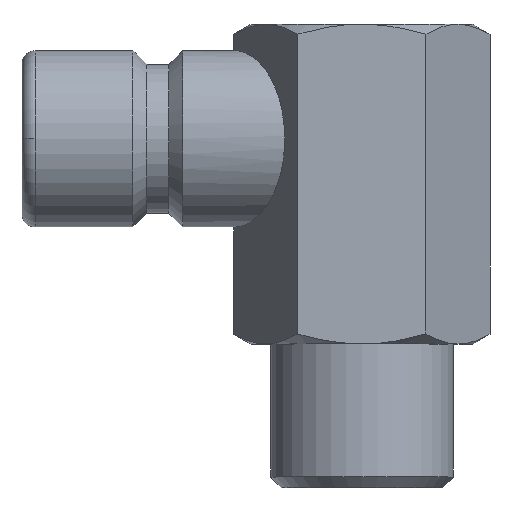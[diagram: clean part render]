
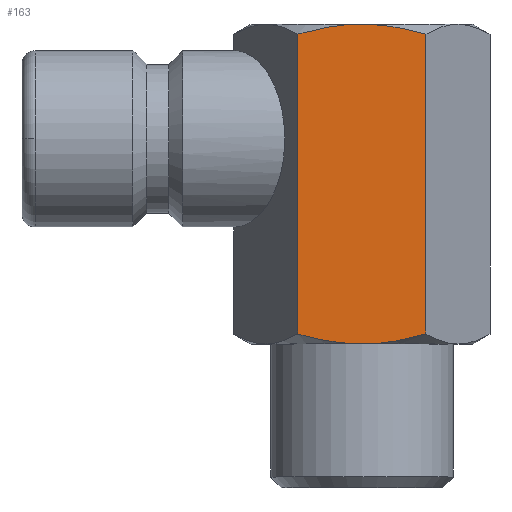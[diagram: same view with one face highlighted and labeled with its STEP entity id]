
A CAD part, top view. The second image highlights one B-rep face of the part: STEP entity #163.
In plain terms, the highlighted planar face has unit normal (0, 0, 1).
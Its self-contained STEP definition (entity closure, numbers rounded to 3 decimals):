
#163=ADVANCED_FACE('',(#323),#324,.T.);
#323=FACE_OUTER_BOUND('',#474,.T.);
#324=PLANE('',#475);
#474=EDGE_LOOP('',(#866,#867,#868,#869,#870,#871));
#475=AXIS2_PLACEMENT_3D('',#872,#873,#874);
#866=ORIENTED_EDGE('',*,*,#886,.F.);
#867=ORIENTED_EDGE('',*,*,#1001,.F.);
#868=ORIENTED_EDGE('',*,*,#990,.T.);
#869=ORIENTED_EDGE('',*,*,#1019,.F.);
#870=ORIENTED_EDGE('',*,*,#1016,.F.);
#871=ORIENTED_EDGE('',*,*,#1022,.F.);
#872=CARTESIAN_POINT('',(0.,10.0,8.5));
#873=DIRECTION('',(0.,0.0,1.0));
#874=DIRECTION('',(1.0,0.0,0.));
#886=EDGE_CURVE('',#1046,#1043,#1048,.T.);
#990=EDGE_CURVE('',#1195,#1199,#1201,.T.);
#1001=EDGE_CURVE('',#1195,#1046,#1213,.T.);
#1016=EDGE_CURVE('',#1228,#1113,#1229,.T.);
#1019=EDGE_CURVE('',#1113,#1199,#1232,.T.);
#1022=EDGE_CURVE('',#1043,#1228,#1235,.T.);
#1043=VERTEX_POINT('',#1309);
#1046=VERTEX_POINT('',#1323);
#1048=(B_SPLINE_CURVE(2,(#1326,#1327,#1328,#1329,#1330),.UNSPECIFIED.,.F.,.F.)B_SPLINE_CURVE_WITH_KNOTS((3,2,3),(0.0,4.984,9.968),.UNSPECIFIED.)RATIONAL_B_SPLINE_CURVE((1.0,1.038,1.0,1.038,1.0))BOUNDED_CURVE()REPRESENTATION_ITEM('')GEOMETRIC_REPRESENTATION_ITEM()CURVE());
#1113=VERTEX_POINT('',#1487);
#1195=VERTEX_POINT('',#1698);
#1199=VERTEX_POINT('',#1735);
#1201=LINE('',#1748,#1749);
#1213=(B_SPLINE_CURVE(2,(#1763,#1764,#1765,#1766,#1767),.UNSPECIFIED.,.F.,.F.)B_SPLINE_CURVE_WITH_KNOTS((3,2,3),(0.0,4.984,9.968),.UNSPECIFIED.)RATIONAL_B_SPLINE_CURVE((1.0,1.038,1.0,1.038,1.0))BOUNDED_CURVE()REPRESENTATION_ITEM('')GEOMETRIC_REPRESENTATION_ITEM()CURVE());
#1228=VERTEX_POINT('',#1801);
#1229=(B_SPLINE_CURVE(2,(#1803,#1804,#1805,#1806,#1807),.UNSPECIFIED.,.F.,.F.)B_SPLINE_CURVE_WITH_KNOTS((3,2,3),(0.0,4.984,9.968),.UNSPECIFIED.)RATIONAL_B_SPLINE_CURVE((1.0,1.038,1.0,1.038,1.0))BOUNDED_CURVE()REPRESENTATION_ITEM('')GEOMETRIC_REPRESENTATION_ITEM()CURVE());
#1232=(B_SPLINE_CURVE(2,(#1828,#1829,#1830,#1831,#1832),.UNSPECIFIED.,.F.,.F.)B_SPLINE_CURVE_WITH_KNOTS((3,2,3),(0.0,4.984,9.968),.UNSPECIFIED.)RATIONAL_B_SPLINE_CURVE((1.0,1.038,1.0,1.038,1.0))BOUNDED_CURVE()REPRESENTATION_ITEM('')GEOMETRIC_REPRESENTATION_ITEM()CURVE());
#1235=LINE('',#1841,#1842);
#1309=CARTESIAN_POINT('',(-4.907,11.759,8.5));
#1323=CARTESIAN_POINT('',(0.,11.0,8.5));
#1326=CARTESIAN_POINT('',(4.913,11.761,8.5));
#1327=CARTESIAN_POINT('',(2.28,11.0,8.5));
#1328=CARTESIAN_POINT('',(0.,11.0,8.5));
#1329=CARTESIAN_POINT('',(-2.28,11.0,8.5));
#1330=CARTESIAN_POINT('',(-4.913,11.761,8.5));
#1487=CARTESIAN_POINT('',(0.,35.5,8.5));
#1698=CARTESIAN_POINT('',(4.907,11.759,8.5));
#1735=CARTESIAN_POINT('',(4.907,34.741,8.5));
#1748=CARTESIAN_POINT('',(4.907,10.0,8.5));
#1749=VECTOR('',#1992,1.0);
#1763=CARTESIAN_POINT('',(4.913,11.761,8.5));
#1764=CARTESIAN_POINT('',(2.28,11.0,8.5));
#1765=CARTESIAN_POINT('',(0.,11.0,8.5));
#1766=CARTESIAN_POINT('',(-2.28,11.0,8.5));
#1767=CARTESIAN_POINT('',(-4.913,11.761,8.5));
#1801=CARTESIAN_POINT('',(-4.907,34.741,8.5));
#1803=CARTESIAN_POINT('',(-4.913,34.739,8.5));
#1804=CARTESIAN_POINT('',(-2.28,35.5,8.5));
#1805=CARTESIAN_POINT('',(0.,35.5,8.5));
#1806=CARTESIAN_POINT('',(2.28,35.5,8.5));
#1807=CARTESIAN_POINT('',(4.913,34.739,8.5));
#1828=CARTESIAN_POINT('',(-4.913,34.739,8.5));
#1829=CARTESIAN_POINT('',(-2.28,35.5,8.5));
#1830=CARTESIAN_POINT('',(0.,35.5,8.5));
#1831=CARTESIAN_POINT('',(2.28,35.5,8.5));
#1832=CARTESIAN_POINT('',(4.913,34.739,8.5));
#1841=CARTESIAN_POINT('',(-4.907,10.0,8.5));
#1842=VECTOR('',#2017,1.0);
#1992=DIRECTION('',(0.0,1.0,0.0));
#2017=DIRECTION('',(0.0,1.0,0.0));
